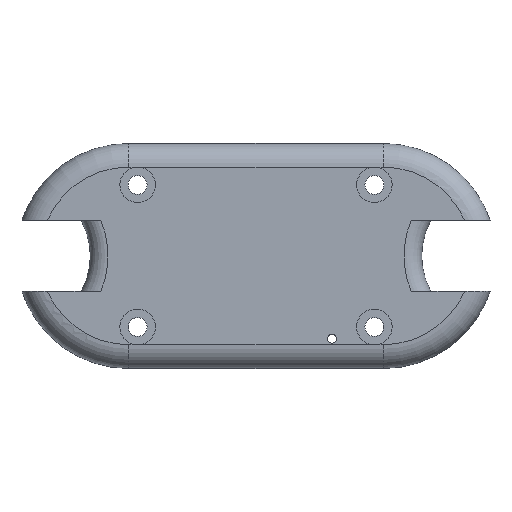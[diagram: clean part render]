
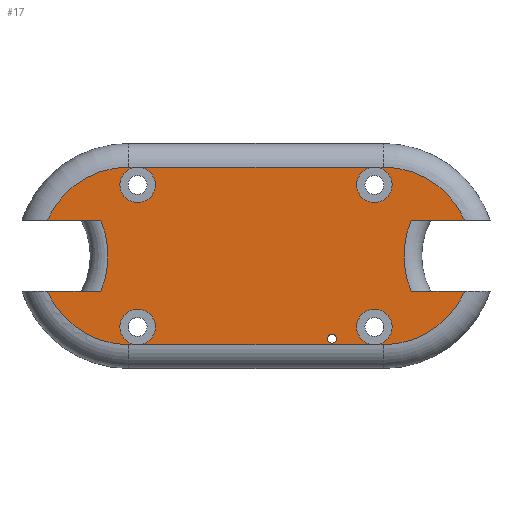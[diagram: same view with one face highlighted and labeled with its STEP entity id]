
A CAD part, top view. The second image highlights one B-rep face of the part: STEP entity #17.
In plain terms, the highlighted planar face has unit normal (0, 0, 1).
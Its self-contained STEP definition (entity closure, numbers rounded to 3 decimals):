
#17 = ADVANCED_FACE('',(#18,#154,#165,#176,#187,#198),#209,.T.);
#18 = FACE_BOUND('',#19,.T.);
#19 = EDGE_LOOP('',(#20,#30,#38,#47,#55,#64,#72,#80,#89,#97,#105,#114,
    #122,#131,#139,#147));
#20 = ORIENTED_EDGE('',*,*,#21,.F.);
#21 = EDGE_CURVE('',#22,#24,#26,.T.);
#22 = VERTEX_POINT('',#23);
#23 = CARTESIAN_POINT('',(-29.534,-6.,16.5));
#24 = VERTEX_POINT('',#25);
#25 = CARTESIAN_POINT('',(-26.206,-6.,16.5));
#26 = LINE('',#27,#28);
#27 = CARTESIAN_POINT('',(-19.764,-6.,16.5));
#28 = VECTOR('',#29,1.);
#29 = DIRECTION('',(1.,0.,-0.));
#30 = ORIENTED_EDGE('',*,*,#31,.F.);
#31 = EDGE_CURVE('',#32,#22,#34,.T.);
#32 = VERTEX_POINT('',#33);
#33 = CARTESIAN_POINT('',(-35.248,-6.,16.5));
#34 = LINE('',#35,#36);
#35 = CARTESIAN_POINT('',(-39.528,-6.,16.5));
#36 = VECTOR('',#37,1.);
#37 = DIRECTION('',(1.,0.,0.));
#38 = ORIENTED_EDGE('',*,*,#39,.F.);
#39 = EDGE_CURVE('',#40,#32,#42,.T.);
#40 = VERTEX_POINT('',#41);
#41 = CARTESIAN_POINT('',(-21.5,-15.,16.5));
#42 = CIRCLE('',#43,15.);
#43 = AXIS2_PLACEMENT_3D('',#44,#45,#46);
#44 = CARTESIAN_POINT('',(-21.5,0.,16.5));
#45 = DIRECTION('',(0.,-0.,-1.));
#46 = DIRECTION('',(0.,-1.,0.));
#47 = ORIENTED_EDGE('',*,*,#48,.F.);
#48 = EDGE_CURVE('',#49,#40,#51,.T.);
#49 = VERTEX_POINT('',#50);
#50 = CARTESIAN_POINT('',(21.5,-15.,16.5));
#51 = LINE('',#52,#53);
#52 = CARTESIAN_POINT('',(21.5,-15.,16.5));
#53 = VECTOR('',#54,1.);
#54 = DIRECTION('',(-1.,0.,0.));
#55 = ORIENTED_EDGE('',*,*,#56,.F.);
#56 = EDGE_CURVE('',#57,#49,#59,.T.);
#57 = VERTEX_POINT('',#58);
#58 = CARTESIAN_POINT('',(35.248,-6.,16.5));
#59 = CIRCLE('',#60,15.);
#60 = AXIS2_PLACEMENT_3D('',#61,#62,#63);
#61 = CARTESIAN_POINT('',(21.5,0.,16.5));
#62 = DIRECTION('',(0.,-0.,-1.));
#63 = DIRECTION('',(0.949,-0.316,0.));
#64 = ORIENTED_EDGE('',*,*,#65,.T.);
#65 = EDGE_CURVE('',#57,#66,#68,.T.);
#66 = VERTEX_POINT('',#67);
#67 = CARTESIAN_POINT('',(29.534,-6.,16.5));
#68 = LINE('',#69,#70);
#69 = CARTESIAN_POINT('',(39.528,-6.,16.5));
#70 = VECTOR('',#71,1.);
#71 = DIRECTION('',(-1.,0.,0.));
#72 = ORIENTED_EDGE('',*,*,#73,.T.);
#73 = EDGE_CURVE('',#66,#74,#76,.T.);
#74 = VERTEX_POINT('',#75);
#75 = CARTESIAN_POINT('',(26.206,-6.,16.5));
#76 = LINE('',#77,#78);
#77 = CARTESIAN_POINT('',(19.764,-6.,16.5));
#78 = VECTOR('',#79,1.);
#79 = DIRECTION('',(-1.,0.,0.));
#80 = ORIENTED_EDGE('',*,*,#81,.F.);
#81 = EDGE_CURVE('',#82,#74,#84,.T.);
#82 = VERTEX_POINT('',#83);
#83 = CARTESIAN_POINT('',(26.206,6.,16.5));
#84 = CIRCLE('',#85,15.461);
#85 = AXIS2_PLACEMENT_3D('',#86,#87,#88);
#86 = CARTESIAN_POINT('',(40.456,0.,16.5));
#87 = DIRECTION('',(0.,0.,1.));
#88 = DIRECTION('',(-0.876,0.481,0.));
#89 = ORIENTED_EDGE('',*,*,#90,.F.);
#90 = EDGE_CURVE('',#91,#82,#93,.T.);
#91 = VERTEX_POINT('',#92);
#92 = CARTESIAN_POINT('',(29.534,6.,16.5));
#93 = LINE('',#94,#95);
#94 = CARTESIAN_POINT('',(19.764,6.,16.5));
#95 = VECTOR('',#96,1.);
#96 = DIRECTION('',(-1.,0.,0.));
#97 = ORIENTED_EDGE('',*,*,#98,.F.);
#98 = EDGE_CURVE('',#99,#91,#101,.T.);
#99 = VERTEX_POINT('',#100);
#100 = CARTESIAN_POINT('',(35.248,6.,16.5));
#101 = LINE('',#102,#103);
#102 = CARTESIAN_POINT('',(39.528,6.,16.5));
#103 = VECTOR('',#104,1.);
#104 = DIRECTION('',(-1.,0.,0.));
#105 = ORIENTED_EDGE('',*,*,#106,.F.);
#106 = EDGE_CURVE('',#107,#99,#109,.T.);
#107 = VERTEX_POINT('',#108);
#108 = CARTESIAN_POINT('',(21.5,15.,16.5));
#109 = CIRCLE('',#110,15.);
#110 = AXIS2_PLACEMENT_3D('',#111,#112,#113);
#111 = CARTESIAN_POINT('',(21.5,0.,16.5));
#112 = DIRECTION('',(0.,0.,-1.));
#113 = DIRECTION('',(0.,1.,0.));
#114 = ORIENTED_EDGE('',*,*,#115,.F.);
#115 = EDGE_CURVE('',#116,#107,#118,.T.);
#116 = VERTEX_POINT('',#117);
#117 = CARTESIAN_POINT('',(-21.5,15.,16.5));
#118 = LINE('',#119,#120);
#119 = CARTESIAN_POINT('',(-21.5,15.,16.5));
#120 = VECTOR('',#121,1.);
#121 = DIRECTION('',(1.,0.,0.));
#122 = ORIENTED_EDGE('',*,*,#123,.F.);
#123 = EDGE_CURVE('',#124,#116,#126,.T.);
#124 = VERTEX_POINT('',#125);
#125 = CARTESIAN_POINT('',(-35.248,6.,16.5));
#126 = CIRCLE('',#127,15.);
#127 = AXIS2_PLACEMENT_3D('',#128,#129,#130);
#128 = CARTESIAN_POINT('',(-21.5,0.,16.5));
#129 = DIRECTION('',(0.,0.,-1.));
#130 = DIRECTION('',(-0.949,0.316,0.));
#131 = ORIENTED_EDGE('',*,*,#132,.T.);
#132 = EDGE_CURVE('',#124,#133,#135,.T.);
#133 = VERTEX_POINT('',#134);
#134 = CARTESIAN_POINT('',(-29.534,6.,16.5));
#135 = LINE('',#136,#137);
#136 = CARTESIAN_POINT('',(-39.528,6.,16.5));
#137 = VECTOR('',#138,1.);
#138 = DIRECTION('',(1.,0.,0.));
#139 = ORIENTED_EDGE('',*,*,#140,.T.);
#140 = EDGE_CURVE('',#133,#141,#143,.T.);
#141 = VERTEX_POINT('',#142);
#142 = CARTESIAN_POINT('',(-26.206,6.,16.5));
#143 = LINE('',#144,#145);
#144 = CARTESIAN_POINT('',(-19.764,6.,16.5));
#145 = VECTOR('',#146,1.);
#146 = DIRECTION('',(1.,0.,-0.));
#147 = ORIENTED_EDGE('',*,*,#148,.F.);
#148 = EDGE_CURVE('',#24,#141,#149,.T.);
#149 = CIRCLE('',#150,15.461);
#150 = AXIS2_PLACEMENT_3D('',#151,#152,#153);
#151 = CARTESIAN_POINT('',(-40.456,0.,16.5));
#152 = DIRECTION('',(0.,0.,1.));
#153 = DIRECTION('',(0.876,-0.481,0.));
#154 = FACE_BOUND('',#155,.T.);
#155 = EDGE_LOOP('',(#156));
#156 = ORIENTED_EDGE('',*,*,#157,.F.);
#157 = EDGE_CURVE('',#158,#158,#160,.T.);
#158 = VERTEX_POINT('',#159);
#159 = CARTESIAN_POINT('',(-17.,-12.,16.5));
#160 = CIRCLE('',#161,3.);
#161 = AXIS2_PLACEMENT_3D('',#162,#163,#164);
#162 = CARTESIAN_POINT('',(-20.,-12.,16.5));
#163 = DIRECTION('',(0.,0.,1.));
#164 = DIRECTION('',(1.,0.,0.));
#165 = FACE_BOUND('',#166,.T.);
#166 = EDGE_LOOP('',(#167));
#167 = ORIENTED_EDGE('',*,*,#168,.T.);
#168 = EDGE_CURVE('',#169,#169,#171,.T.);
#169 = VERTEX_POINT('',#170);
#170 = CARTESIAN_POINT('',(13.6,-14.,16.5));
#171 = CIRCLE('',#172,0.75);
#172 = AXIS2_PLACEMENT_3D('',#173,#174,#175);
#173 = CARTESIAN_POINT('',(12.85,-14.,16.5));
#174 = DIRECTION('',(0.,0.,-1.));
#175 = DIRECTION('',(1.,0.,0.));
#176 = FACE_BOUND('',#177,.T.);
#177 = EDGE_LOOP('',(#178));
#178 = ORIENTED_EDGE('',*,*,#179,.F.);
#179 = EDGE_CURVE('',#180,#180,#182,.T.);
#180 = VERTEX_POINT('',#181);
#181 = CARTESIAN_POINT('',(23.,-12.,16.5));
#182 = CIRCLE('',#183,3.);
#183 = AXIS2_PLACEMENT_3D('',#184,#185,#186);
#184 = CARTESIAN_POINT('',(20.,-12.,16.5));
#185 = DIRECTION('',(0.,0.,1.));
#186 = DIRECTION('',(1.,0.,0.));
#187 = FACE_BOUND('',#188,.T.);
#188 = EDGE_LOOP('',(#189));
#189 = ORIENTED_EDGE('',*,*,#190,.F.);
#190 = EDGE_CURVE('',#191,#191,#193,.T.);
#191 = VERTEX_POINT('',#192);
#192 = CARTESIAN_POINT('',(-17.,12.,16.5));
#193 = CIRCLE('',#194,3.);
#194 = AXIS2_PLACEMENT_3D('',#195,#196,#197);
#195 = CARTESIAN_POINT('',(-20.,12.,16.5));
#196 = DIRECTION('',(0.,0.,1.));
#197 = DIRECTION('',(1.,0.,0.));
#198 = FACE_BOUND('',#199,.T.);
#199 = EDGE_LOOP('',(#200));
#200 = ORIENTED_EDGE('',*,*,#201,.F.);
#201 = EDGE_CURVE('',#202,#202,#204,.T.);
#202 = VERTEX_POINT('',#203);
#203 = CARTESIAN_POINT('',(23.,12.,16.5));
#204 = CIRCLE('',#205,3.);
#205 = AXIS2_PLACEMENT_3D('',#206,#207,#208);
#206 = CARTESIAN_POINT('',(20.,12.,16.5));
#207 = DIRECTION('',(0.,0.,1.));
#208 = DIRECTION('',(1.,0.,0.));
#209 = PLANE('',#210);
#210 = AXIS2_PLACEMENT_3D('',#211,#212,#213);
#211 = CARTESIAN_POINT('',(0.,0.,16.5));
#212 = DIRECTION('',(0.,0.,1.));
#213 = DIRECTION('',(1.,0.,0.));
